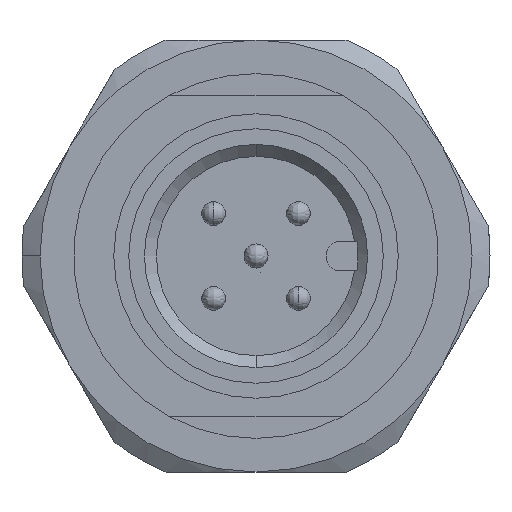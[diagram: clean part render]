
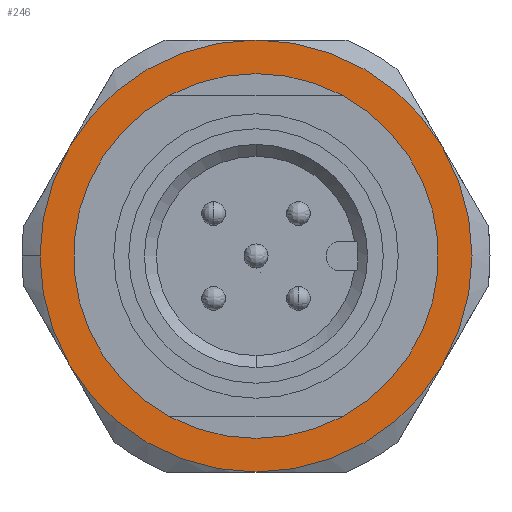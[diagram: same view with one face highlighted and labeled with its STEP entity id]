
A CAD part, left-side view. The second image highlights one B-rep face of the part: STEP entity #246.
In plain terms, the highlighted planar face has unit normal (-1, 0, 0).
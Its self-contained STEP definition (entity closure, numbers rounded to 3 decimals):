
#90 = CIRCLE ( 'NONE', #1986, 9. ) ;
#142 = CARTESIAN_POINT ( 'NONE',  ( 12.5, 0., 0. ) ) ;
#164 = DIRECTION ( 'NONE',  ( 1., 0., 0. ) ) ;
#246 = ADVANCED_FACE ( 'NONE', ( #2147, #2265 ), #1017, .F. ) ;
#358 = AXIS2_PLACEMENT_3D ( 'NONE', #1861, #1974, #1959 ) ;
#407 = AXIS2_PLACEMENT_3D ( 'NONE', #577, #1921, #3854 ) ;
#412 = AXIS2_PLACEMENT_3D ( 'NONE', #1557, #1650, #1639 ) ;
#434 = CIRCLE ( 'NONE', #2124, 7.6 ) ;
#464 = DIRECTION ( 'NONE',  ( 0., 1., 0. ) ) ;
#522 = EDGE_LOOP ( 'NONE', ( #3533, #3542, #3592, #3620, #3648, #3653, #3664 ) ) ;
#548 = AXIS2_PLACEMENT_3D ( 'NONE', #1107, #3639, #464 ) ;
#577 = CARTESIAN_POINT ( 'NONE',  ( 12.5, 0., 0. ) ) ;
#623 = AXIS2_PLACEMENT_3D ( 'NONE', #727, #696, #632 ) ;
#632 = DIRECTION ( 'NONE',  ( 0., 1., 0. ) ) ;
#650 = DIRECTION ( 'NONE',  ( 0., 0., 1. ) ) ;
#658 = CIRCLE ( 'NONE', #2430, 7.6 ) ;
#693 = AXIS2_PLACEMENT_3D ( 'NONE', #4307, #4313, #4314 ) ;
#696 = DIRECTION ( 'NONE',  ( 1., 0., 0. ) ) ;
#727 = CARTESIAN_POINT ( 'NONE',  ( 12.5, 0., 0. ) ) ;
#754 = CIRCLE ( 'NONE', #358, 7.6 ) ;
#779 = CIRCLE ( 'NONE', #412, 9. ) ;
#959 = AXIS2_PLACEMENT_3D ( 'NONE', #1048, #1079, #1085 ) ;
#1017 = PLANE ( 'NONE',  #959 ) ;
#1022 = CIRCLE ( 'NONE', #548, 9. ) ;
#1048 = CARTESIAN_POINT ( 'NONE',  ( 12.5, 0., -7.6 ) ) ;
#1079 = DIRECTION ( 'NONE',  ( 1., 0., 0. ) ) ;
#1085 = DIRECTION ( 'NONE',  ( 0., 0., -1. ) ) ;
#1107 = CARTESIAN_POINT ( 'NONE',  ( 12.5, 0., 0. ) ) ;
#1303 = CIRCLE ( 'NONE', #623, 9. ) ;
#1422 = CIRCLE ( 'NONE', #693, 9. ) ;
#1500 = VERTEX_POINT ( 'NONE', #3850 ) ;
#1557 = CARTESIAN_POINT ( 'NONE',  ( 12.5, 0., 0. ) ) ;
#1563 = VERTEX_POINT ( 'NONE', #3873 ) ;
#1620 = AXIS2_PLACEMENT_3D ( 'NONE', #1893, #1891, #1885 ) ;
#1639 = DIRECTION ( 'NONE',  ( 0., 1., 0. ) ) ;
#1650 = DIRECTION ( 'NONE',  ( 1., 0., 0. ) ) ;
#1656 = VERTEX_POINT ( 'NONE', #3996 ) ;
#1675 = CIRCLE ( 'NONE', #407, 9. ) ;
#1680 = AXIS2_PLACEMENT_3D ( 'NONE', #2127, #2121, #2117 ) ;
#1760 = VERTEX_POINT ( 'NONE', #4042 ) ;
#1788 = AXIS2_PLACEMENT_3D ( 'NONE', #2949, #2945, #2939 ) ;
#1814 = EDGE_CURVE ( 'NONE', #2764, #2610, #1422, .T. ) ;
#1861 = CARTESIAN_POINT ( 'NONE',  ( 12.5, 0., 0. ) ) ;
#1878 = EDGE_CURVE ( 'NONE', #2568, #2654, #1303, .T. ) ;
#1885 = DIRECTION ( 'NONE',  ( 0., 0., 1. ) ) ;
#1891 = DIRECTION ( 'NONE',  ( -1., 0., 0. ) ) ;
#1893 = CARTESIAN_POINT ( 'NONE',  ( 12.5, 0., 0. ) ) ;
#1915 = CIRCLE ( 'NONE', #1788, 9. ) ;
#1921 = DIRECTION ( 'NONE',  ( 1., 0., 0. ) ) ;
#1959 = DIRECTION ( 'NONE',  ( 0., 0., 1. ) ) ;
#1974 = DIRECTION ( 'NONE',  ( -1., 0., 0. ) ) ;
#1986 = AXIS2_PLACEMENT_3D ( 'NONE', #3142, #164, #3022 ) ;
#2069 = EDGE_CURVE ( 'NONE', #1656, #2764, #1022, .T. ) ;
#2094 = EDGE_LOOP ( 'NONE', ( #3680, #4028, #3722, #3717, #3016 ) ) ;
#2108 = EDGE_CURVE ( 'NONE', #2654, #1500, #779, .T. ) ;
#2116 = EDGE_CURVE ( 'NONE', #1760, #1563, #754, .T. ) ;
#2117 = DIRECTION ( 'NONE',  ( 0., 0., 1. ) ) ;
#2121 = DIRECTION ( 'NONE',  ( -1., 0., 0. ) ) ;
#2124 = AXIS2_PLACEMENT_3D ( 'NONE', #142, #4759, #650 ) ;
#2127 = CARTESIAN_POINT ( 'NONE',  ( 12.5, 0., 0. ) ) ;
#2147 = FACE_OUTER_BOUND ( 'NONE', #522, .T. ) ;
#2182 = CARTESIAN_POINT ( 'NONE',  ( 12.5, -3.587, -6.7 ) ) ;
#2212 = EDGE_CURVE ( 'NONE', #1563, #2521, #658, .T. ) ;
#2252 = EDGE_CURVE ( 'NONE', #2586, #1760, #434, .T. ) ;
#2265 = FACE_BOUND ( 'NONE', #2094, .T. ) ;
#2302 = EDGE_CURVE ( 'NONE', #2610, #2568, #90, .T. ) ;
#2423 = CARTESIAN_POINT ( 'NONE',  ( 12.5, 7.794, 4.5 ) ) ;
#2430 = AXIS2_PLACEMENT_3D ( 'NONE', #4325, #4332, #4355 ) ;
#2521 = VERTEX_POINT ( 'NONE', #4106 ) ;
#2568 = VERTEX_POINT ( 'NONE', #4029 ) ;
#2586 = VERTEX_POINT ( 'NONE', #3872 ) ;
#2610 = VERTEX_POINT ( 'NONE', #3729 ) ;
#2654 = VERTEX_POINT ( 'NONE', #3601 ) ;
#2748 = CIRCLE ( 'NONE', #1680, 7.6 ) ;
#2764 = VERTEX_POINT ( 'NONE', #3182 ) ;
#2874 = EDGE_CURVE ( 'NONE', #3120, #1656, #1915, .T. ) ;
#2939 = DIRECTION ( 'NONE',  ( 0., 1., 0. ) ) ;
#2945 = DIRECTION ( 'NONE',  ( 1., 0., 0. ) ) ;
#2949 = CARTESIAN_POINT ( 'NONE',  ( 12.5, 0., 0. ) ) ;
#3016 = ORIENTED_EDGE ( 'NONE', *, *, #3294, .F. ) ;
#3022 = DIRECTION ( 'NONE',  ( 0., 1., 0. ) ) ;
#3120 = VERTEX_POINT ( 'NONE', #2423 ) ;
#3142 = CARTESIAN_POINT ( 'NONE',  ( 12.5, 0., 0. ) ) ;
#3182 = CARTESIAN_POINT ( 'NONE',  ( 12.5, -7.794, 4.5 ) ) ;
#3244 = VERTEX_POINT ( 'NONE', #2182 ) ;
#3294 = EDGE_CURVE ( 'NONE', #2521, #3244, #2748, .T. ) ;
#3439 = EDGE_CURVE ( 'NONE', #3244, #2586, #3489, .T. ) ;
#3489 = CIRCLE ( 'NONE', #1620, 7.6 ) ;
#3533 = ORIENTED_EDGE ( 'NONE', *, *, #2302, .F. ) ;
#3542 = ORIENTED_EDGE ( 'NONE', *, *, #1814, .F. ) ;
#3592 = ORIENTED_EDGE ( 'NONE', *, *, #2069, .F. ) ;
#3601 = CARTESIAN_POINT ( 'NONE',  ( 12.5, 7.794, -4.5 ) ) ;
#3620 = ORIENTED_EDGE ( 'NONE', *, *, #2874, .F. ) ;
#3639 = DIRECTION ( 'NONE',  ( 1., 0., 0. ) ) ;
#3648 = ORIENTED_EDGE ( 'NONE', *, *, #3936, .F. ) ;
#3653 = ORIENTED_EDGE ( 'NONE', *, *, #2108, .F. ) ;
#3664 = ORIENTED_EDGE ( 'NONE', *, *, #1878, .F. ) ;
#3680 = ORIENTED_EDGE ( 'NONE', *, *, #2212, .F. ) ;
#3717 = ORIENTED_EDGE ( 'NONE', *, *, #3439, .F. ) ;
#3722 = ORIENTED_EDGE ( 'NONE', *, *, #2252, .F. ) ;
#3729 = CARTESIAN_POINT ( 'NONE',  ( 12.5, -7.794, -4.5 ) ) ;
#3850 = CARTESIAN_POINT ( 'NONE',  ( 12.5, 9., 0. ) ) ;
#3854 = DIRECTION ( 'NONE',  ( 0., 1., 0. ) ) ;
#3872 = CARTESIAN_POINT ( 'NONE',  ( 12.5, -3.587, 6.7 ) ) ;
#3873 = CARTESIAN_POINT ( 'NONE',  ( 12.5, 3.587, 6.7 ) ) ;
#3936 = EDGE_CURVE ( 'NONE', #1500, #3120, #1675, .T. ) ;
#3996 = CARTESIAN_POINT ( 'NONE',  ( 12.5, 0., 9. ) ) ;
#4028 = ORIENTED_EDGE ( 'NONE', *, *, #2116, .F. ) ;
#4029 = CARTESIAN_POINT ( 'NONE',  ( 12.5, 0., -9. ) ) ;
#4042 = CARTESIAN_POINT ( 'NONE',  ( 12.5, 0., 7.6 ) ) ;
#4106 = CARTESIAN_POINT ( 'NONE',  ( 12.5, 3.587, -6.7 ) ) ;
#4307 = CARTESIAN_POINT ( 'NONE',  ( 12.5, 0., 0. ) ) ;
#4313 = DIRECTION ( 'NONE',  ( 1., 0., 0. ) ) ;
#4314 = DIRECTION ( 'NONE',  ( 0., 1., 0. ) ) ;
#4325 = CARTESIAN_POINT ( 'NONE',  ( 12.5, 0., 0. ) ) ;
#4332 = DIRECTION ( 'NONE',  ( -1., 0., 0. ) ) ;
#4355 = DIRECTION ( 'NONE',  ( 0., 0., 1. ) ) ;
#4759 = DIRECTION ( 'NONE',  ( -1., 0., 0. ) ) ;
